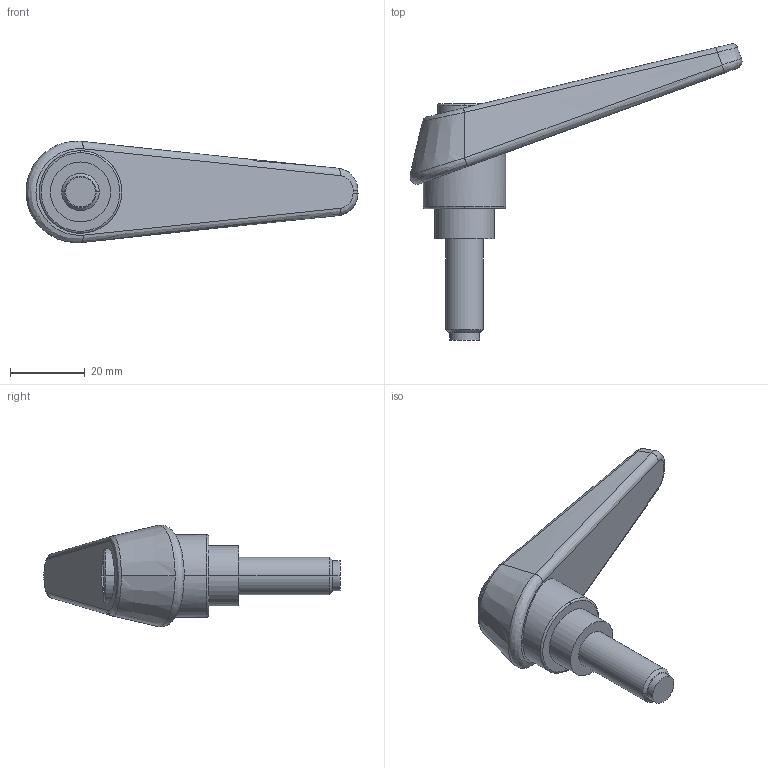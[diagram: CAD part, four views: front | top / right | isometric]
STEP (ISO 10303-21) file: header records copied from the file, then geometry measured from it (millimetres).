
FILE_DESCRIPTION(('STEP AP214'),'1');
FILE_NAME('HALDERN_EH_24410_0451.stp','2020-02-28T09:40:48',('TraceParts'),('TraceParts S.A.'),'Spatial InterOp 3D',' ',' ');
FILE_SCHEMA(('AUTOMOTIVE_DESIGN { 1 0 10303 214 1 1 1 1 }'));
Length unit declared in the file: millimetre
Products named in the file (1): GEOSET
Bounding box: 88.54 x 78.99 x 27.09 mm (x, y, z)
Volume: 26300.1 mm3; surface area: 10044.2 mm2
Topology: 2 solids, 2 shells, 58 faces, 146 edges, 105 vertices
Faces by surface type: cylinder 18, plane 18, bspline 14, cone 4, torus 4
Entity records: 2839 total; most frequent: CARTESIAN_POINT 924, DIRECTION 283, ORIENTED_EDGE 276, EDGE_CURVE 138, AXIS2_PLACEMENT_3D 117, VERTEX_POINT 93, STYLED_ITEM 68, PRESENTATION_STYLE_ASSIGNMENT 68
